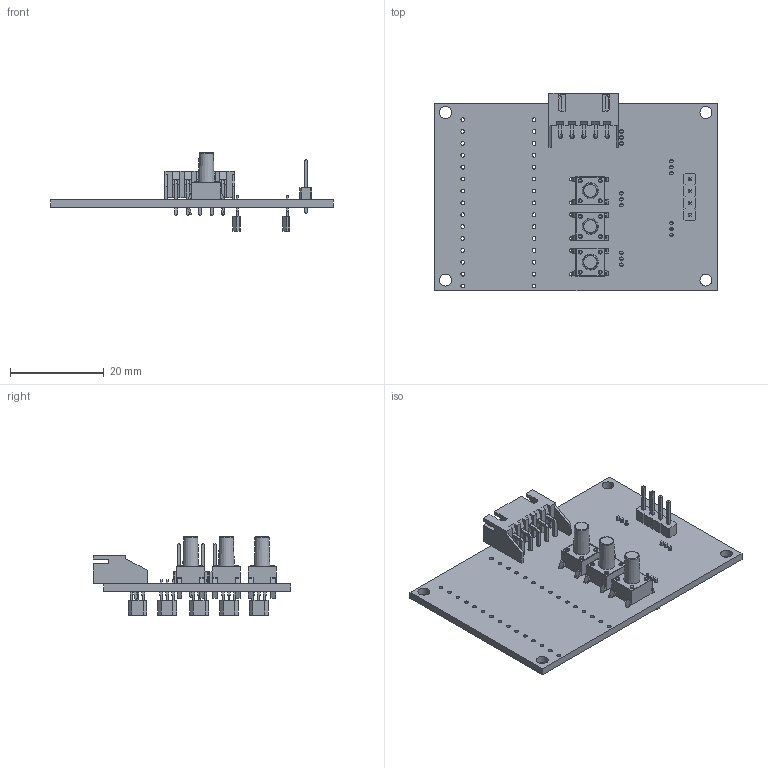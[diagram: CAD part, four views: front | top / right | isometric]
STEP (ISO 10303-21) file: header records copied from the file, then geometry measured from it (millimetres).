
FILE_DESCRIPTION(('KiCad electronic assembly'),'2;1');
FILE_NAME('SFB.step','2021-07-28T14:57:00',('An Author'),('A Company'), 'Open CASCADE STEP processor 6.9','KiCad to STEP converter','Unknown' );
FILE_SCHEMA(('AUTOMOTIVE_DESIGN { 1 0 10303 214 1 1 1 1 }'));
Length unit declared in the file: millimetre
Products named in the file (10): Open CASCADE STEP translator 6.9 1; PinHeader_1x04_P2.54mm_Vertical; SOLID; Tactal_Switch_-Thru_6x_6x10; JST_XH_S5B-XH-A_1x05_P2.50mm_Horizontal; TO-92Flat; COMPOUND
Assembly tree (15 placements, depth 3):
  Open CASCADE STEP translator 6.9 1
    PinHeader_1x04_P2.54mm_Vertical
      SOLID
    Tactal_Switch_-Thru_6x_6x10  x3
      SOLID
    JST_XH_S5B-XH-A_1x05_P2.50mm_Horizontal
      SOLID
    TO-92Flat  x5
      SOLID
    COMPOUND
Bounding box: 60.33 x 42.22 x 16.75 mm (x, y, z)
Volume: 4861.2 mm3; surface area: 7672.8 mm2
Topology: 11 solids, 71 shells, 1364 faces, 3420 edges, 2249 vertices
Faces by surface type: plane 1063, cylinder 166, bspline 117, torus 15, cone 3
Full cylindrical faces by diameter (mm): 0.75 x15, 0.762 x6, 0.8 x30, 0.813 x6, 0.848 x12, 0.95 x5, 1 x4, 2.54 x2, 2.553 x2
Entity records: 51318 total; most frequent: CARTESIAN_POINT 13556, DIRECTION 5720, LINE 3747, VECTOR 3747, ORIENTED_EDGE 3396, PCURVE 3396, DEFINITIONAL_REPRESENTATION 3396, EDGE_CURVE 1698
